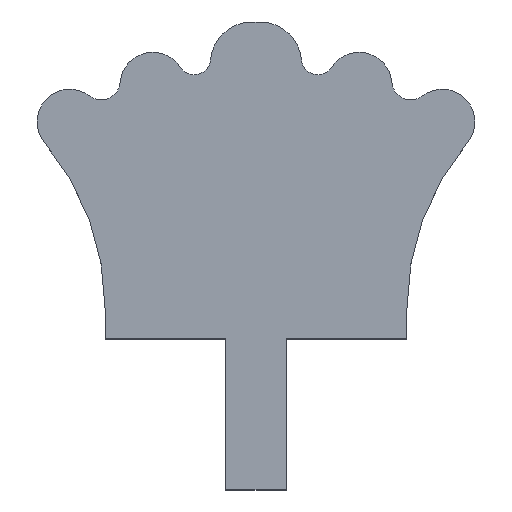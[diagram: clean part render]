
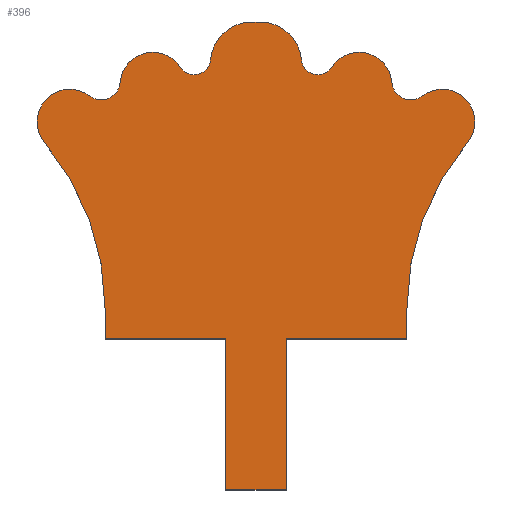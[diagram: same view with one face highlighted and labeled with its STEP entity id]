
A CAD part, top view. The second image highlights one B-rep face of the part: STEP entity #396.
In plain terms, the highlighted planar face has unit normal (0, 0, 1).
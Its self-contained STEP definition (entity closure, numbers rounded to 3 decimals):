
#16=CIRCLE('',#419,0.633);
#18=CIRCLE('',#422,1.08);
#20=CIRCLE('',#425,8.563);
#22=CIRCLE('',#430,8.563);
#24=CIRCLE('',#433,1.08);
#26=CIRCLE('',#436,0.633);
#28=CIRCLE('',#439,1.089);
#30=CIRCLE('',#442,0.541);
#32=CIRCLE('',#445,1.385);
#34=CIRCLE('',#448,1.385);
#36=CIRCLE('',#451,0.541);
#38=CIRCLE('',#454,1.089);
#70=FACE_OUTER_BOUND('',#91,.T.);
#91=EDGE_LOOP('',(#330,#331,#332,#333,#334,#335,#336,#337,#338,#339,#340,
#341,#342,#343,#344,#345,#346,#347,#348));
#94=LINE('',#588,#127);
#100=LINE('',#600,#133);
#102=LINE('',#603,#135);
#105=LINE('',#609,#138);
#106=LINE('',#612,#139);
#114=LINE('',#639,#147);
#116=LINE('',#644,#149);
#127=VECTOR('',#462,10.);
#133=VECTOR('',#470,10.);
#135=VECTOR('',#474,10.);
#138=VECTOR('',#479,10.);
#139=VECTOR('',#482,10.);
#147=VECTOR('',#510,10.);
#149=VECTOR('',#514,10.);
#159=VERTEX_POINT('',#584);
#161=VERTEX_POINT('',#587);
#164=VERTEX_POINT('',#594);
#166=VERTEX_POINT('',#598);
#168=VERTEX_POINT('',#607);
#169=VERTEX_POINT('',#611);
#173=VERTEX_POINT('',#620);
#174=VERTEX_POINT('',#622);
#176=VERTEX_POINT('',#628);
#178=VERTEX_POINT('',#634);
#180=VERTEX_POINT('',#643);
#182=VERTEX_POINT('',#649);
#184=VERTEX_POINT('',#655);
#186=VERTEX_POINT('',#661);
#188=VERTEX_POINT('',#667);
#190=VERTEX_POINT('',#673);
#192=VERTEX_POINT('',#679);
#194=VERTEX_POINT('',#685);
#196=VERTEX_POINT('',#691);
#198=EDGE_CURVE('',#159,#161,#94,.T.);
#204=EDGE_CURVE('',#164,#166,#100,.T.);
#206=EDGE_CURVE('',#161,#166,#102,.T.);
#209=EDGE_CURVE('',#159,#168,#105,.T.);
#210=EDGE_CURVE('',#169,#164,#106,.T.);
#215=EDGE_CURVE('',#174,#173,#16,.T.);
#218=EDGE_CURVE('',#176,#174,#18,.T.);
#221=EDGE_CURVE('',#178,#176,#20,.T.);
#224=EDGE_CURVE('',#168,#178,#114,.T.);
#226=EDGE_CURVE('',#180,#169,#116,.T.);
#229=EDGE_CURVE('',#182,#180,#22,.T.);
#232=EDGE_CURVE('',#184,#182,#24,.T.);
#235=EDGE_CURVE('',#186,#184,#26,.T.);
#238=EDGE_CURVE('',#188,#186,#28,.T.);
#241=EDGE_CURVE('',#190,#188,#30,.T.);
#244=EDGE_CURVE('',#192,#190,#32,.T.);
#247=EDGE_CURVE('',#194,#192,#34,.T.);
#250=EDGE_CURVE('',#196,#194,#36,.T.);
#253=EDGE_CURVE('',#173,#196,#38,.T.);
#330=ORIENTED_EDGE('',*,*,#253,.T.);
#331=ORIENTED_EDGE('',*,*,#250,.T.);
#332=ORIENTED_EDGE('',*,*,#247,.T.);
#333=ORIENTED_EDGE('',*,*,#244,.T.);
#334=ORIENTED_EDGE('',*,*,#241,.T.);
#335=ORIENTED_EDGE('',*,*,#238,.T.);
#336=ORIENTED_EDGE('',*,*,#235,.T.);
#337=ORIENTED_EDGE('',*,*,#232,.T.);
#338=ORIENTED_EDGE('',*,*,#229,.T.);
#339=ORIENTED_EDGE('',*,*,#226,.T.);
#340=ORIENTED_EDGE('',*,*,#210,.T.);
#341=ORIENTED_EDGE('',*,*,#204,.T.);
#342=ORIENTED_EDGE('',*,*,#206,.F.);
#343=ORIENTED_EDGE('',*,*,#198,.F.);
#344=ORIENTED_EDGE('',*,*,#209,.T.);
#345=ORIENTED_EDGE('',*,*,#224,.T.);
#346=ORIENTED_EDGE('',*,*,#221,.T.);
#347=ORIENTED_EDGE('',*,*,#218,.T.);
#348=ORIENTED_EDGE('',*,*,#215,.T.);
#375=PLANE('',#455);
#396=ADVANCED_FACE('',(#70),#375,.T.);
#419=AXIS2_PLACEMENT_3D('',#623,#490,#491);
#422=AXIS2_PLACEMENT_3D('',#629,#497,#498);
#425=AXIS2_PLACEMENT_3D('',#635,#504,#505);
#430=AXIS2_PLACEMENT_3D('',#650,#520,#521);
#433=AXIS2_PLACEMENT_3D('',#656,#527,#528);
#436=AXIS2_PLACEMENT_3D('',#662,#534,#535);
#439=AXIS2_PLACEMENT_3D('',#668,#541,#542);
#442=AXIS2_PLACEMENT_3D('',#674,#548,#549);
#445=AXIS2_PLACEMENT_3D('',#680,#555,#556);
#448=AXIS2_PLACEMENT_3D('',#686,#562,#563);
#451=AXIS2_PLACEMENT_3D('',#692,#569,#570);
#454=AXIS2_PLACEMENT_3D('',#696,#576,#577);
#455=AXIS2_PLACEMENT_3D('',#697,#578,#579);
#462=DIRECTION('',(0.,-1.,0.));
#470=DIRECTION('',(0.,-1.,0.));
#474=DIRECTION('',(-1.,0.,0.));
#479=DIRECTION('',(1.,0.,0.));
#482=DIRECTION('',(1.,0.,0.));
#490=DIRECTION('center_axis',(0.,0.,-1.));
#491=DIRECTION('ref_axis',(-0.996,-0.084,0.));
#497=DIRECTION('center_axis',(0.,0.,1.));
#498=DIRECTION('ref_axis',(0.766,-0.642,0.));
#504=DIRECTION('center_axis',(0.,0.,-1.));
#505=DIRECTION('ref_axis',(-0.766,0.642,0.));
#510=DIRECTION('',(0.,1.,0.));
#514=DIRECTION('',(0.,-1.,0.));
#520=DIRECTION('center_axis',(0.,0.,-1.));
#521=DIRECTION('ref_axis',(1.,0.,0.));
#527=DIRECTION('center_axis',(0.,0.,1.));
#528=DIRECTION('ref_axis',(0.608,0.794,0.));
#534=DIRECTION('center_axis',(0.,0.,-1.));
#535=DIRECTION('ref_axis',(-0.608,-0.794,0.));
#541=DIRECTION('center_axis',(0.,0.,1.));
#542=DIRECTION('ref_axis',(0.84,0.543,0.));
#548=DIRECTION('center_axis',(0.,0.,-1.));
#549=DIRECTION('ref_axis',(-0.84,-0.543,0.));
#555=DIRECTION('center_axis',(0.,0.,1.));
#556=DIRECTION('ref_axis',(0.092,0.996,0.));
#562=DIRECTION('center_axis',(0.,0.,1.));
#563=DIRECTION('ref_axis',(0.996,0.09,0.));
#569=DIRECTION('center_axis',(0.,0.,-1.));
#570=DIRECTION('ref_axis',(-0.996,-0.09,0.));
#576=DIRECTION('center_axis',(0.,0.,1.));
#577=DIRECTION('ref_axis',(0.996,0.084,0.));
#578=DIRECTION('center_axis',(0.,0.,1.));
#579=DIRECTION('ref_axis',(1.,0.,0.));
#584=CARTESIAN_POINT('',(1.,0.,2.));
#587=CARTESIAN_POINT('',(1.,-5.,2.));
#588=CARTESIAN_POINT('',(1.,0.,2.));
#594=CARTESIAN_POINT('',(-1.,0.,2.));
#598=CARTESIAN_POINT('',(-1.,-5.,2.));
#600=CARTESIAN_POINT('',(-1.,0.,2.));
#603=CARTESIAN_POINT('',(1.,-5.,2.));
#607=CARTESIAN_POINT('',(5.,0.,2.));
#609=CARTESIAN_POINT('',(5.,0.,2.));
#611=CARTESIAN_POINT('',(-5.,0.,2.));
#612=CARTESIAN_POINT('',(5.,0.,2.));
#620=CARTESIAN_POINT('',(4.5,8.5,2.));
#622=CARTESIAN_POINT('',(5.516,8.051,2.));
#623=CARTESIAN_POINT('Origin',(5.131,8.553,2.));
#628=CARTESIAN_POINT('',(7.,6.5,2.));
#629=CARTESIAN_POINT('Origin',(6.172,7.194,2.));
#634=CARTESIAN_POINT('',(5.,1.,2.));
#635=CARTESIAN_POINT('Origin',(13.563,1.,2.));
#639=CARTESIAN_POINT('',(5.,1.,2.));
#643=CARTESIAN_POINT('',(-5.,1.,2.));
#644=CARTESIAN_POINT('',(-5.,0.,2.));
#649=CARTESIAN_POINT('',(-7.,6.5,2.));
#650=CARTESIAN_POINT('Origin',(-13.563,1.,2.));
#655=CARTESIAN_POINT('',(-5.516,8.051,2.));
#656=CARTESIAN_POINT('Origin',(-6.172,7.194,2.));
#661=CARTESIAN_POINT('',(-4.5,8.5,2.));
#662=CARTESIAN_POINT('Origin',(-5.131,8.553,2.));
#667=CARTESIAN_POINT('',(-2.5,9.,2.));
#668=CARTESIAN_POINT('Origin',(-3.415,8.408,2.));
#673=CARTESIAN_POINT('',(-1.506,9.245,2.));
#674=CARTESIAN_POINT('Origin',(-2.045,9.294,2.));
#679=CARTESIAN_POINT('',(0.,10.5,2.));
#680=CARTESIAN_POINT('Origin',(-0.127,9.121,2.));
#685=CARTESIAN_POINT('',(1.506,9.245,2.));
#686=CARTESIAN_POINT('Origin',(0.127,9.121,2.));
#691=CARTESIAN_POINT('',(2.5,9.,2.));
#692=CARTESIAN_POINT('Origin',(2.045,9.294,2.));
#696=CARTESIAN_POINT('Origin',(3.415,8.408,2.));
#697=CARTESIAN_POINT('Origin',(0.,5.253,2.));
